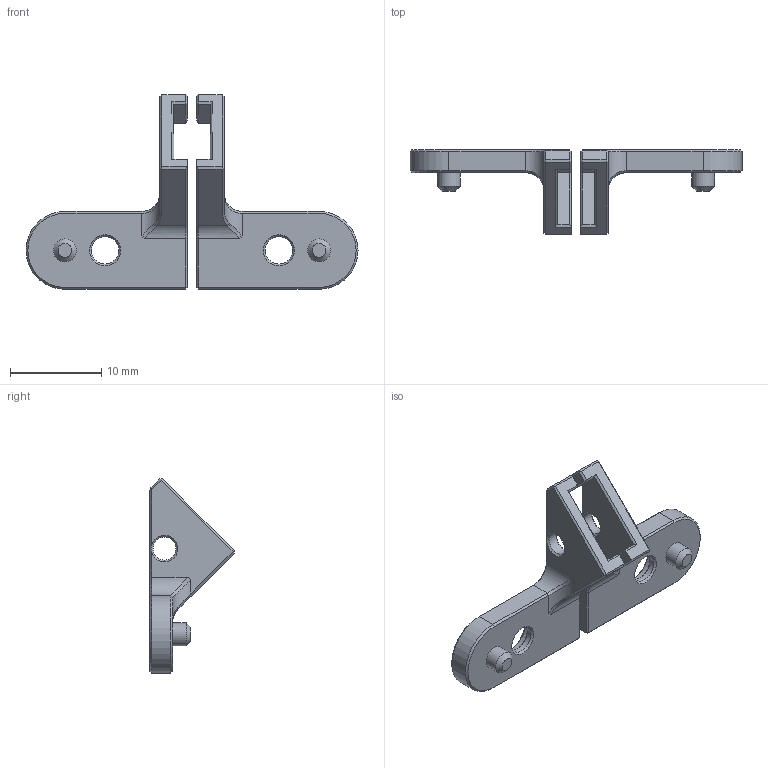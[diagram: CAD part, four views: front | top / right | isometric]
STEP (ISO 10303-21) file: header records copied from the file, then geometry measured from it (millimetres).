
FILE_DESCRIPTION(/* description */ (''),/* implementation_level */ '2;1');
FILE_NAME(/* name */ 'rear_wheel_encoder_mount.step',/* time_stamp */ '2020-01-18T01:48:47-08:00',/* author */ (''),/* organization */ (''),/* preprocessor_version */ 'ST-DEVELOPER v18',/* originating_system */ 'Autodesk Translation Framework v8.12.0.6',/* authorisation */ '');
FILE_SCHEMA (('AUTOMOTIVE_DESIGN { 1 0 10303 214 3 1 1 }'));
Length unit declared in the file: millimetre
Products named in the file (3): rear_wheel_encoder_mount; mount; mount_mirrored
Assembly tree (2 placements, depth 2):
  rear_wheel_encoder_mount
    mount
    mount_mirrored
Bounding box: 36.3 x 9.25 x 21.26 mm (x, y, z)
Volume: 922.4 mm3; surface area: 1317.9 mm2
Topology: 2 solids, 2 shells, 156 faces, 354 edges, 202 vertices
Faces by surface type: plane 106, cone 20, cylinder 16, bspline 14
Full cylindrical faces by diameter (mm): 2.5 x4, 3 x2, 5.6 x2
Entity records: 4854 total; most frequent: CARTESIAN_POINT 1395, ORIENTED_EDGE 708, DIRECTION 660, EDGE_CURVE 354, LINE 266, VECTOR 266, VERTEX_POINT 202, AXIS2_PLACEMENT_3D 197
